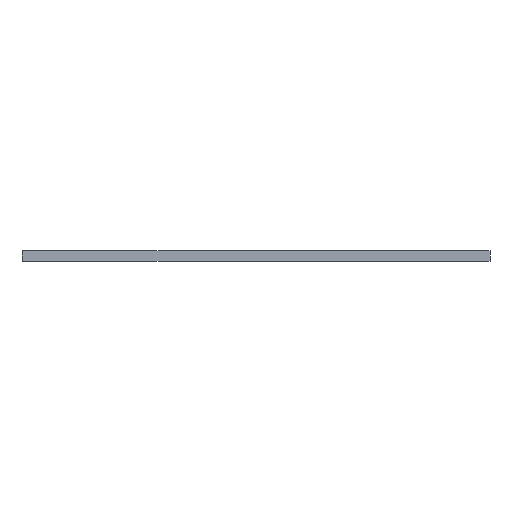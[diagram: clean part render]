
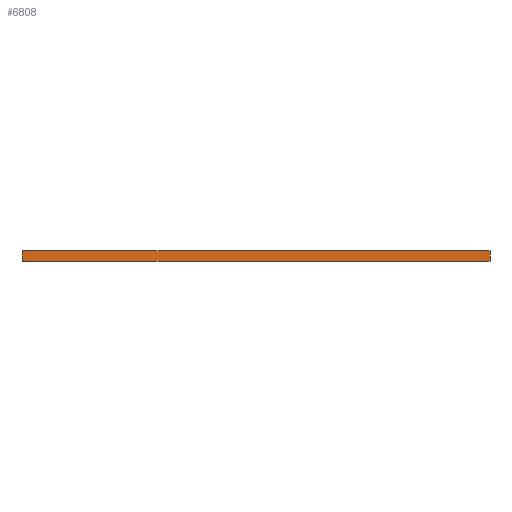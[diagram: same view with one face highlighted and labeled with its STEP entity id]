
A CAD part, front view. The second image highlights one B-rep face of the part: STEP entity #6808.
In plain terms, the highlighted planar face has unit normal (0, -1, 0).
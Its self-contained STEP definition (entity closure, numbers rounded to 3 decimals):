
#152=PLANE('',#6933);
#519=FACE_OUTER_BOUND('',#912,.T.);
#912=EDGE_LOOP('',(#6078,#6079,#6080,#6081));
#1248=LINE('',#14455,#1655);
#1323=LINE('',#14690,#1730);
#1324=LINE('',#14693,#1731);
#1325=LINE('',#14694,#1732);
#1655=VECTOR('',#7301,10.);
#1730=VECTOR('',#7544,10.);
#1731=VECTOR('',#7547,10.);
#1732=VECTOR('',#7548,10.);
#2947=VERTEX_POINT('',#14452);
#2948=VERTEX_POINT('',#14454);
#3024=VERTEX_POINT('',#14688);
#3025=VERTEX_POINT('',#14692);
#3944=EDGE_CURVE('',#2947,#2948,#1248,.T.);
#4059=EDGE_CURVE('',#3024,#2948,#1323,.T.);
#4060=EDGE_CURVE('',#3024,#3025,#1324,.T.);
#4061=EDGE_CURVE('',#3025,#2947,#1325,.T.);
#6078=ORIENTED_EDGE('',*,*,#4060,.F.);
#6079=ORIENTED_EDGE('',*,*,#4059,.T.);
#6080=ORIENTED_EDGE('',*,*,#3944,.F.);
#6081=ORIENTED_EDGE('',*,*,#4061,.F.);
#6808=ADVANCED_FACE('',(#519),#152,.T.);
#6933=AXIS2_PLACEMENT_3D('',#14691,#7545,#7546);
#7301=DIRECTION('',(1.,0.,0.));
#7544=DIRECTION('',(0.,0.,1.));
#7545=DIRECTION('center_axis',(0.,-1.,0.));
#7546=DIRECTION('ref_axis',(1.,0.,0.));
#7547=DIRECTION('',(-1.,0.,0.));
#7548=DIRECTION('',(0.,0.,1.));
#14452=CARTESIAN_POINT('',(-40.414,-84.616,1.5));
#14454=CARTESIAN_POINT('',(24.586,-84.616,1.5));
#14455=CARTESIAN_POINT('',(24.586,-84.616,1.5));
#14688=CARTESIAN_POINT('',(24.586,-84.616,0.));
#14690=CARTESIAN_POINT('',(24.586,-84.616,0.));
#14691=CARTESIAN_POINT('Origin',(-40.414,-84.616,0.));
#14692=CARTESIAN_POINT('',(-40.414,-84.616,0.));
#14693=CARTESIAN_POINT('',(24.586,-84.616,0.));
#14694=CARTESIAN_POINT('',(-40.414,-84.616,0.));
